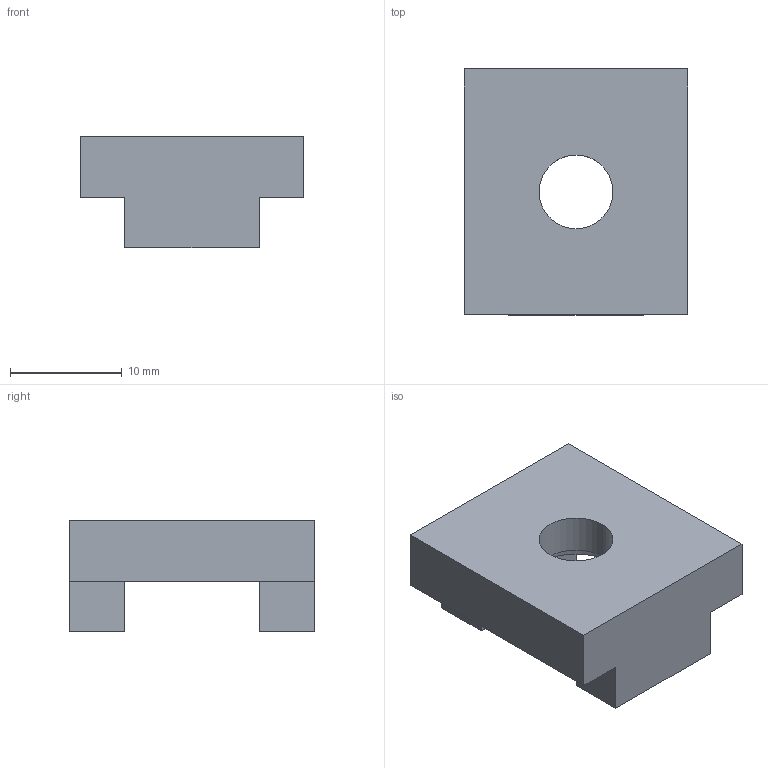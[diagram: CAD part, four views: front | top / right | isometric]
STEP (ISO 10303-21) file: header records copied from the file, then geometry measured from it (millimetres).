
FILE_DESCRIPTION(('STEP AP214'),'1');
FILE_NAME(' ',' ',('TraceParts'),('TraceParts S.A.'),'XStep 1.0',' ',' ');
FILE_SCHEMA(('automotive_design'));
Length unit declared in the file: millimetre
Products named in the file (1): 1
Bounding box: 20 x 22 x 10 mm (x, y, z)
Volume: 2650.2 mm3; surface area: 1721.3 mm2
Topology: 1 solids, 1 shells, 19 faces, 48 edges, 32 vertices
Faces by surface type: plane 15, cylinder 4
Entity records: 1150 total; most frequent: STYLED_ITEM 100, PRESENTATION_STYLE_ASSIGNMENT 100, CARTESIAN_POINT 100, COLOUR_RGB 100, DIRECTION 96, ORIENTED_EDGE 96, EDGE_CURVE 48, CURVE_STYLE 48
